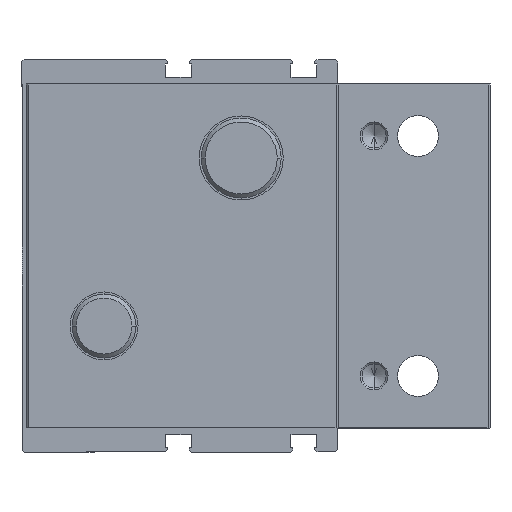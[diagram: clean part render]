
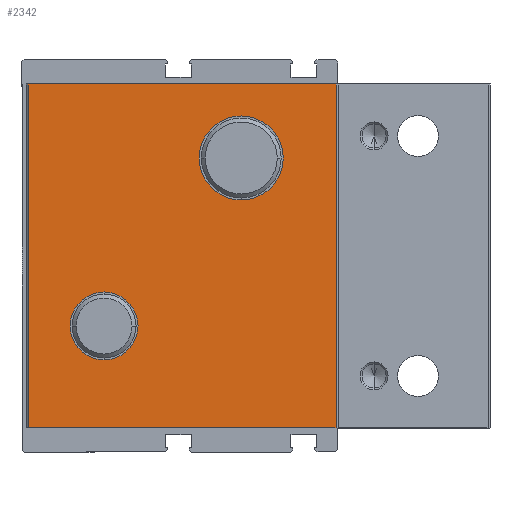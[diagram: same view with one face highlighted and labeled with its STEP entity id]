
A CAD part, left-side view. The second image highlights one B-rep face of the part: STEP entity #2342.
In plain terms, the highlighted face is planar.
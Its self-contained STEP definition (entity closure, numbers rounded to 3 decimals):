
#1988 = EDGE_CURVE ( 'NONE', #1991, #2000, #4544, .T. ) ;
#1991 = VERTEX_POINT ( 'NONE', #4535 ) ;
#2000 = VERTEX_POINT ( 'NONE', #4517 ) ;
#2058 = EDGE_CURVE ( 'NONE', #2065, #2059, #4664, .T. ) ;
#2059 = VERTEX_POINT ( 'NONE', #4659 ) ;
#2065 = VERTEX_POINT ( 'NONE', #4646 ) ;
#2270 = VERTEX_POINT ( 'NONE', #5044 ) ;
#2311 = EDGE_LOOP ( 'NONE', ( #2390, #2350, #2334, #2343 ) ) ;
#2312 = ORIENTED_EDGE ( 'NONE', *, *, #2313, .F. ) ;
#2313 = EDGE_CURVE ( 'NONE', #2059, #2065, #5115, .T. ) ;
#2321 = EDGE_CURVE ( 'NONE', #2322, #2270, #5160, .T. ) ;
#2322 = VERTEX_POINT ( 'NONE', #5156 ) ;
#2331 = VERTEX_POINT ( 'NONE', #5142 ) ;
#2332 = EDGE_CURVE ( 'NONE', #2270, #2331, #5141, .T. ) ;
#2334 = ORIENTED_EDGE ( 'NONE', *, *, #2335, .F. ) ;
#2335 = EDGE_CURVE ( 'NONE', #2322, #2349, #5137, .T. ) ;
#2336 = EDGE_CURVE ( 'NONE', #2349, #2331, #5197, .T. ) ;
#2339 = ORIENTED_EDGE ( 'NONE', *, *, #1988, .F. ) ;
#2340 = EDGE_LOOP ( 'NONE', ( #2312, #2389 ) ) ;
#2342 = ADVANCED_FACE ( 'NONE', ( #5187, #5186, #5185 ), #5184, .F. ) ;
#2343 = ORIENTED_EDGE ( 'NONE', *, *, #2321, .T. ) ;
#2345 = EDGE_CURVE ( 'NONE', #2000, #1991, #5179, .T. ) ;
#2347 = EDGE_LOOP ( 'NONE', ( #2391, #2339 ) ) ;
#2349 = VERTEX_POINT ( 'NONE', #5174 ) ;
#2350 = ORIENTED_EDGE ( 'NONE', *, *, #2336, .F. ) ;
#2389 = ORIENTED_EDGE ( 'NONE', *, *, #2058, .F. ) ;
#2390 = ORIENTED_EDGE ( 'NONE', *, *, #2332, .T. ) ;
#2391 = ORIENTED_EDGE ( 'NONE', *, *, #2345, .F. ) ;
#4517 = CARTESIAN_POINT ( 'NONE',  ( 28., 62.2, -35. ) ) ;
#4535 = CARTESIAN_POINT ( 'NONE',  ( 28., 62.2, -14. ) ) ;
#4540 = DIRECTION ( 'NONE',  ( 0., 0., -1. ) ) ;
#4541 = DIRECTION ( 'NONE',  ( 1., 0., 0. ) ) ;
#4542 = CARTESIAN_POINT ( 'NONE',  ( 28., 62.2, -24.5 ) ) ;
#4543 = AXIS2_PLACEMENT_3D ( 'NONE', #4542, #4541, #4540 ) ;
#4544 = CIRCLE ( 'NONE', #4543, 10.5 ) ;
#4646 = CARTESIAN_POINT ( 'NONE',  ( 28., 96.5, 26. ) ) ;
#4659 = CARTESIAN_POINT ( 'NONE',  ( 28., 96.5, 9. ) ) ;
#4660 = DIRECTION ( 'NONE',  ( 0., 0., -1. ) ) ;
#4661 = DIRECTION ( 'NONE',  ( 1., 0., 0. ) ) ;
#4662 = CARTESIAN_POINT ( 'NONE',  ( 28., 96.5, 17.5 ) ) ;
#4663 = AXIS2_PLACEMENT_3D ( 'NONE', #4662, #4661, #4660 ) ;
#4664 = CIRCLE ( 'NONE', #4663, 8.5 ) ;
#5044 = CARTESIAN_POINT ( 'NONE',  ( 28., 38.5, -43. ) ) ;
#5111 = DIRECTION ( 'NONE',  ( 0., 0., -1. ) ) ;
#5112 = DIRECTION ( 'NONE',  ( 1., 0., 0. ) ) ;
#5113 = CARTESIAN_POINT ( 'NONE',  ( 28., 96.5, 17.5 ) ) ;
#5114 = AXIS2_PLACEMENT_3D ( 'NONE', #5113, #5112, #5111 ) ;
#5115 = CIRCLE ( 'NONE', #5114, 8.5 ) ;
#5136 = CARTESIAN_POINT ( 'NONE',  ( 28., 115.5, 43. ) ) ;
#5137 = LINE ( 'NONE', #5136, #5199 ) ;
#5138 = DIRECTION ( 'NONE',  ( 0., 1., 0. ) ) ;
#5139 = VECTOR ( 'NONE', #5138, 1000. ) ;
#5140 = CARTESIAN_POINT ( 'NONE',  ( 28., 115.5, -43. ) ) ;
#5141 = LINE ( 'NONE', #5140, #5139 ) ;
#5142 = CARTESIAN_POINT ( 'NONE',  ( 28., 115.5, -43. ) ) ;
#5156 = CARTESIAN_POINT ( 'NONE',  ( 28., 38.5, 43. ) ) ;
#5157 = DIRECTION ( 'NONE',  ( 0., 0., -1. ) ) ;
#5158 = VECTOR ( 'NONE', #5157, 1000. ) ;
#5159 = CARTESIAN_POINT ( 'NONE',  ( 28., 38.5, 43. ) ) ;
#5160 = LINE ( 'NONE', #5159, #5158 ) ;
#5174 = CARTESIAN_POINT ( 'NONE',  ( 28., 115.5, 43. ) ) ;
#5175 = DIRECTION ( 'NONE',  ( 0., 0., -1. ) ) ;
#5176 = DIRECTION ( 'NONE',  ( 1., 0., 0. ) ) ;
#5177 = CARTESIAN_POINT ( 'NONE',  ( 28., 62.2, -24.5 ) ) ;
#5178 = AXIS2_PLACEMENT_3D ( 'NONE', #5177, #5176, #5175 ) ;
#5179 = CIRCLE ( 'NONE', #5178, 10.5 ) ;
#5180 = DIRECTION ( 'NONE',  ( 0., 0., 1. ) ) ;
#5181 = DIRECTION ( 'NONE',  ( -1., 0., 0. ) ) ;
#5182 = CARTESIAN_POINT ( 'NONE',  ( 28., 115.5, 43. ) ) ;
#5183 = AXIS2_PLACEMENT_3D ( 'NONE', #5182, #5181, #5180 ) ;
#5184 = PLANE ( 'NONE',  #5183 ) ;
#5185 = FACE_OUTER_BOUND ( 'NONE', #2311, .T. ) ;
#5186 = FACE_BOUND ( 'NONE', #2340, .T. ) ;
#5187 = FACE_BOUND ( 'NONE', #2347, .T. ) ;
#5194 = DIRECTION ( 'NONE',  ( 0., 0., -1. ) ) ;
#5195 = VECTOR ( 'NONE', #5194, 1000. ) ;
#5196 = CARTESIAN_POINT ( 'NONE',  ( 28., 115.5, 43. ) ) ;
#5197 = LINE ( 'NONE', #5196, #5195 ) ;
#5198 = DIRECTION ( 'NONE',  ( 0., 1., 0. ) ) ;
#5199 = VECTOR ( 'NONE', #5198, 1000. ) ;
